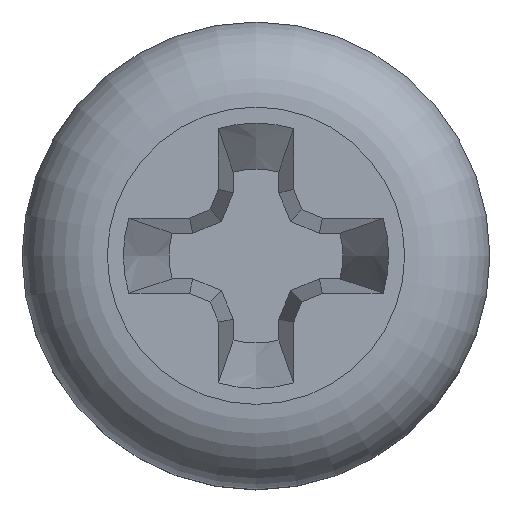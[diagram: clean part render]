
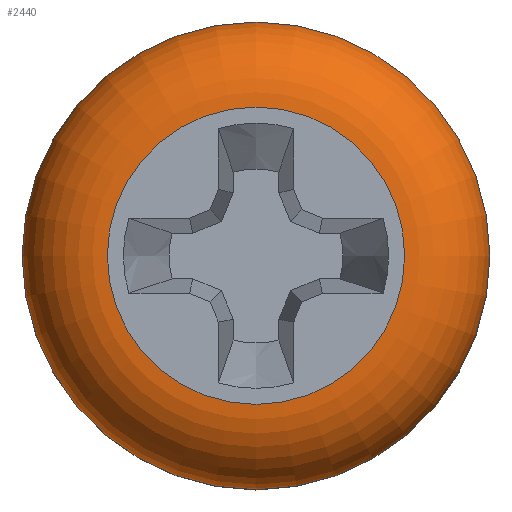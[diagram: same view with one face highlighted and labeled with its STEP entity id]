
A CAD part, top view. The second image highlights one B-rep face of the part: STEP entity #2440.
In plain terms, the highlighted toroidal (fillet/blend) face has major radius 1.78 mm and minor radius 1.02 mm.
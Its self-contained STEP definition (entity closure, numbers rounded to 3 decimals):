
#39=TOROIDAL_SURFACE('',#2599,1.78,1.02);
#252=FACE_OUTER_BOUND('',#382,.T.);
#382=EDGE_LOOP('',(#1887,#1888,#1889,#1890,#1891,#1892,#1893));
#421=CIRCLE('',#2600,2.8);
#422=CIRCLE('',#2601,2.8);
#423=CIRCLE('',#2602,1.02);
#424=CIRCLE('',#2603,1.78);
#425=CIRCLE('',#2604,1.78);
#426=CIRCLE('',#2605,2.8);
#1047=VERTEX_POINT('',#13884);
#1048=VERTEX_POINT('',#13885);
#1049=VERTEX_POINT('',#13887);
#1050=VERTEX_POINT('',#13889);
#1051=VERTEX_POINT('',#13891);
#1404=EDGE_CURVE('',#1047,#1048,#421,.T.);
#1405=EDGE_CURVE('',#1049,#1047,#422,.T.);
#1406=EDGE_CURVE('',#1049,#1050,#423,.T.);
#1407=EDGE_CURVE('',#1050,#1051,#424,.T.);
#1408=EDGE_CURVE('',#1051,#1050,#425,.T.);
#1409=EDGE_CURVE('',#1048,#1049,#426,.T.);
#1887=ORIENTED_EDGE('',*,*,#1404,.F.);
#1888=ORIENTED_EDGE('',*,*,#1405,.F.);
#1889=ORIENTED_EDGE('',*,*,#1406,.T.);
#1890=ORIENTED_EDGE('',*,*,#1407,.T.);
#1891=ORIENTED_EDGE('',*,*,#1408,.T.);
#1892=ORIENTED_EDGE('',*,*,#1406,.F.);
#1893=ORIENTED_EDGE('',*,*,#1409,.F.);
#2440=ADVANCED_FACE('',(#252),#39,.T.);
#2599=AXIS2_PLACEMENT_3D('',#13883,#2963,#2964);
#2600=AXIS2_PLACEMENT_3D('',#13886,#2965,#2966);
#2601=AXIS2_PLACEMENT_3D('',#13888,#2967,#2968);
#2602=AXIS2_PLACEMENT_3D('',#13890,#2969,#2970);
#2603=AXIS2_PLACEMENT_3D('',#13892,#2971,#2972);
#2604=AXIS2_PLACEMENT_3D('',#13893,#2973,#2974);
#2605=AXIS2_PLACEMENT_3D('',#13894,#2975,#2976);
#2963=DIRECTION('center_axis',(0.,0.,-1.));
#2964=DIRECTION('ref_axis',(0.,1.,0.));
#2965=DIRECTION('center_axis',(0.,0.,-1.));
#2966=DIRECTION('ref_axis',(0.,1.,0.));
#2967=DIRECTION('center_axis',(0.,0.,-1.));
#2968=DIRECTION('ref_axis',(0.,1.,0.));
#2969=DIRECTION('center_axis',(-1.,0.,0.));
#2970=DIRECTION('ref_axis',(0.,-1.,0.));
#2971=DIRECTION('center_axis',(0.,0.,-1.));
#2972=DIRECTION('ref_axis',(0.,1.,0.));
#2973=DIRECTION('center_axis',(0.,0.,-1.));
#2974=DIRECTION('ref_axis',(0.,1.,0.));
#2975=DIRECTION('center_axis',(0.,0.,-1.));
#2976=DIRECTION('ref_axis',(0.,1.,0.));
#13883=CARTESIAN_POINT('Origin',(0.,0.,1.38));
#13884=CARTESIAN_POINT('',(-2.8,0.,1.38));
#13885=CARTESIAN_POINT('',(2.8,0.,1.38));
#13886=CARTESIAN_POINT('Origin',(0.,0.,1.38));
#13887=CARTESIAN_POINT('',(0.,-2.8,1.38));
#13888=CARTESIAN_POINT('Origin',(0.,0.,1.38));
#13889=CARTESIAN_POINT('',(0.,-1.78,2.4));
#13890=CARTESIAN_POINT('Origin',(0.,-1.78,1.38));
#13891=CARTESIAN_POINT('',(0.,1.78,2.4));
#13892=CARTESIAN_POINT('Origin',(0.,0.,2.4));
#13893=CARTESIAN_POINT('Origin',(0.,0.,2.4));
#13894=CARTESIAN_POINT('Origin',(0.,0.,1.38));
